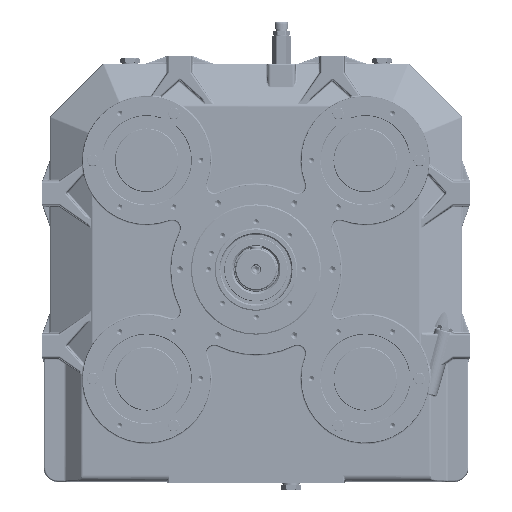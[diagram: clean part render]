
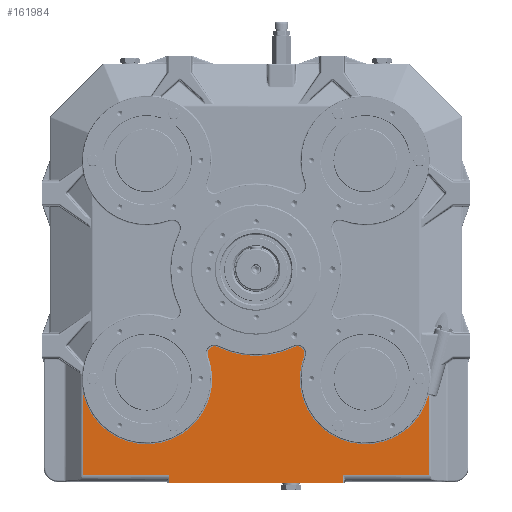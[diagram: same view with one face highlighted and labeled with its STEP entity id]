
A CAD part, top view. The second image highlights one B-rep face of the part: STEP entity #161984.
In plain terms, the highlighted planar face has unit normal (0, 0, 1).
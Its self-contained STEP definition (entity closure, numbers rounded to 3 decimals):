
#2717 = CARTESIAN_POINT ( 'NONE',  ( -136.119, -336., 62. ) ) ;
#2828 = LINE ( 'NONE', #170995, #101735 ) ;
#7444 = CARTESIAN_POINT ( 'NONE',  ( 271.916, -197.111, 62. ) ) ;
#15684 = VECTOR ( 'NONE', #182722, 1000. ) ;
#16489 = ORIENTED_EDGE ( 'NONE', *, *, #103112, .T. ) ;
#20038 = DIRECTION ( 'NONE',  ( 0., 0., 1. ) ) ;
#23468 = CARTESIAN_POINT ( 'NONE',  ( -271.929, -322.876, 62. ) ) ;
#26868 = EDGE_CURVE ( 'NONE', #253376, #195650, #245865, .T. ) ;
#33438 = ORIENTED_EDGE ( 'NONE', *, *, #162923, .T. ) ;
#33642 = VECTOR ( 'NONE', #247757, 1000. ) ;
#37373 = ORIENTED_EDGE ( 'NONE', *, *, #219970, .T. ) ;
#42218 = ORIENTED_EDGE ( 'NONE', *, *, #194229, .T. ) ;
#43432 = ORIENTED_EDGE ( 'NONE', *, *, #208652, .T. ) ;
#44734 = CARTESIAN_POINT ( 'NONE',  ( -271.929, -322.876, 62. ) ) ;
#47084 = VECTOR ( 'NONE', #196232, 1000. ) ;
#47471 = CARTESIAN_POINT ( 'NONE',  ( 60.189, -121.898, 62. ) ) ;
#47505 = CARTESIAN_POINT ( 'NONE',  ( 0., 0., 62. ) ) ;
#47506 = DIRECTION ( 'NONE',  ( 1., 0., 0. ) ) ;
#47796 = CARTESIAN_POINT ( 'NONE',  ( 271.916, -197.111, 62. ) ) ;
#47854 = AXIS2_PLACEMENT_3D ( 'NONE', #62999, #201058, #82837 ) ;
#51652 = CARTESIAN_POINT ( 'NONE',  ( 271.916, -197.111, 62. ) ) ;
#52216 = CARTESIAN_POINT ( 'NONE',  ( 136.119, -322.876, 62. ) ) ;
#53686 = VERTEX_POINT ( 'NONE', #94221 ) ;
#54085 = VERTEX_POINT ( 'NONE', #47471 ) ;
#59900 = CARTESIAN_POINT ( 'NONE',  ( 136.119, -322.876, 62. ) ) ;
#60650 = AXIS2_PLACEMENT_3D ( 'NONE', #115377, #253526, #135135 ) ;
#62999 = CARTESIAN_POINT ( 'NONE',  ( -65.082, -131.808, 62. ) ) ;
#67305 = DIRECTION ( 'NONE',  ( 1., 0., 0. ) ) ;
#68617 = ORIENTED_EDGE ( 'NONE', *, *, #206829, .T. ) ;
#72267 = DIRECTION ( 'NONE',  ( 0., 0., -1. ) ) ;
#76766 = VERTEX_POINT ( 'NONE', #185631 ) ;
#82166 = DIRECTION ( 'NONE',  ( 0., 0., -1. ) ) ;
#82837 = DIRECTION ( 'NONE',  ( 1., 0., 0. ) ) ;
#84295 = CARTESIAN_POINT ( 'NONE',  ( -271.929, -195.864, 62. ) ) ;
#85380 = ORIENTED_EDGE ( 'NONE', *, *, #113165, .T. ) ;
#86068 = CARTESIAN_POINT ( 'NONE',  ( 271.929, -197.113, 62. ) ) ;
#88231 = VECTOR ( 'NONE', #47506, 1000. ) ;
#89161 = ORIENTED_EDGE ( 'NONE', *, *, #158563, .T. ) ;
#90347 = CARTESIAN_POINT ( 'NONE',  ( 75.431, -135.688, 62. ) ) ;
#91330 = CARTESIAN_POINT ( 'NONE',  ( 271.631, -197.072, 62. ) ) ;
#92830 = EDGE_CURVE ( 'NONE', #170859, #246109, #198305, .T. ) ;
#94201 = DIRECTION ( 'NONE',  ( 0., 1., 0. ) ) ;
#94221 = CARTESIAN_POINT ( 'NONE',  ( 271.929, -322.876, 62. ) ) ;
#94383 = ORIENTED_EDGE ( 'NONE', *, *, #117903, .T. ) ;
#98760 = AXIS2_PLACEMENT_3D ( 'NONE', #138352, #20038, #158144 ) ;
#101735 = VECTOR ( 'NONE', #94201, 1000. ) ;
#102118 = ORIENTED_EDGE ( 'NONE', *, *, #92830, .T. ) ;
#103112 = EDGE_CURVE ( 'NONE', #211216, #170859, #168125, .T. ) ;
#104775 = ORIENTED_EDGE ( 'NONE', *, *, #253201, .T. ) ;
#108984 = AXIS2_PLACEMENT_3D ( 'NONE', #190505, #72267, #210421 ) ;
#110503 = CIRCLE ( 'NONE', #153088, 102.948 ) ;
#110588 = VERTEX_POINT ( 'NONE', #84295 ) ;
#113137 = FACE_OUTER_BOUND ( 'NONE', #159295, .T. ) ;
#113165 = EDGE_CURVE ( 'NONE', #110588, #253376, #120775, .T. ) ;
#114357 = LINE ( 'NONE', #235134, #213133 ) ;
#115377 = CARTESIAN_POINT ( 'NONE',  ( 65.082, -131.808, 62. ) ) ;
#115730 = VECTOR ( 'NONE', #177155, 1000. ) ;
#117174 = CARTESIAN_POINT ( 'NONE',  ( -136.119, -322.876, 62. ) ) ;
#117722 = CARTESIAN_POINT ( 'NONE',  ( -140., -336., 62. ) ) ;
#117903 = EDGE_CURVE ( 'NONE', #227006, #196437, #110503, .T. ) ;
#120775 = LINE ( 'NONE', #44734, #15684 ) ;
#124860 = CARTESIAN_POINT ( 'NONE',  ( 271.925, -197.112, 62. ) ) ;
#125724 = CARTESIAN_POINT ( 'NONE',  ( 271.921, -197.112, 62. ) ) ;
#125950 = B_SPLINE_CURVE_WITH_KNOTS ( 'NONE', 3,
 ( #86068, #124860, #125724, #7444 ),
 .UNSPECIFIED., .F., .F.,
 ( 4, 4 ),
 ( 0., 0. ),
 .UNSPECIFIED. ) ;
#127413 = CIRCLE ( 'NONE', #108984, 102.948 ) ;
#132464 = LINE ( 'NONE', #168099, #33642 ) ;
#133527 = CARTESIAN_POINT ( 'NONE',  ( 271.929, -197.113, 62. ) ) ;
#135135 = DIRECTION ( 'NONE',  ( 1., 0., 0. ) ) ;
#138352 = CARTESIAN_POINT ( 'NONE',  ( -336., -336., 62. ) ) ;
#138429 = VERTEX_POINT ( 'NONE', #163226 ) ;
#145620 = CARTESIAN_POINT ( 'NONE',  ( 136.119, -336., 62. ) ) ;
#145825 = CARTESIAN_POINT ( 'NONE',  ( -336., -322.876, 62. ) ) ;
#145944 = CIRCLE ( 'NONE', #60650, 11.052 ) ;
#148728 = VERTEX_POINT ( 'NONE', #133527 ) ;
#153088 = AXIS2_PLACEMENT_3D ( 'NONE', #200379, #82166, #220332 ) ;
#158120 = VERTEX_POINT ( 'NONE', #47796 ) ;
#158144 = DIRECTION ( 'NONE',  ( 1., 0., 0. ) ) ;
#158563 = EDGE_CURVE ( 'NONE', #54085, #138429, #188743, .T. ) ;
#159295 = EDGE_LOOP ( 'NONE', ( #16489, #102118, #104775, #37373, #254748, #42218, #94383, #43432, #89161, #191089, #33438, #85380, #194645, #68617 ) ) ;
#160339 = CARTESIAN_POINT ( 'NONE',  ( 271.631, -197.072, 62. ) ) ;
#161984 = ADVANCED_FACE ( 'Faccia6', ( #113137 ), #177178, .T. ) ;
#162923 = EDGE_CURVE ( 'NONE', #76766, #110588, #127413, .T. ) ;
#163226 = CARTESIAN_POINT ( 'NONE',  ( -60.189, -121.898, 62. ) ) ;
#168099 = CARTESIAN_POINT ( 'NONE',  ( -136.119, -336., 62. ) ) ;
#168125 = LINE ( 'NONE', #117722, #115730 ) ;
#169777 = CARTESIAN_POINT ( 'NONE',  ( 271.821, -197.099, 62. ) ) ;
#170327 = B_SPLINE_CURVE_WITH_KNOTS ( 'NONE', 3,
 ( #51652, #169777, #209552, #91330 ),
 .UNSPECIFIED., .F., .F.,
 ( 4, 4 ),
 ( 0., 0. ),
 .UNSPECIFIED. ) ;
#170859 = VERTEX_POINT ( 'NONE', #145620 ) ;
#170995 = CARTESIAN_POINT ( 'NONE',  ( 271.929, -336., 62. ) ) ;
#177155 = DIRECTION ( 'NONE',  ( 1., 0., 0. ) ) ;
#177178 = PLANE ( 'NONE',  #98760 ) ;
#182722 = DIRECTION ( 'NONE',  ( 0., -1., 0. ) ) ;
#185526 = DIRECTION ( 'NONE',  ( 0., 0., -1. ) ) ;
#185631 = CARTESIAN_POINT ( 'NONE',  ( -75.431, -135.688, 62. ) ) ;
#188743 = CIRCLE ( 'NONE', #190138, 135.948 ) ;
#190138 = AXIS2_PLACEMENT_3D ( 'NONE', #47505, #185526, #67305 ) ;
#190505 = CARTESIAN_POINT ( 'NONE',  ( -171.827, -171.827, 62. ) ) ;
#191089 = ORIENTED_EDGE ( 'NONE', *, *, #222778, .T. ) ;
#194229 = EDGE_CURVE ( 'NONE', #158120, #227006, #170327, .T. ) ;
#194645 = ORIENTED_EDGE ( 'NONE', *, *, #26868, .T. ) ;
#195650 = VERTEX_POINT ( 'NONE', #117174 ) ;
#196232 = DIRECTION ( 'NONE',  ( 0., 1., 0. ) ) ;
#196359 = EDGE_CURVE ( 'NONE', #148728, #158120, #125950, .T. ) ;
#196437 = VERTEX_POINT ( 'NONE', #90347 ) ;
#198305 = LINE ( 'NONE', #59900, #47084 ) ;
#200379 = CARTESIAN_POINT ( 'NONE',  ( 171.827, -171.827, 62. ) ) ;
#201058 = DIRECTION ( 'NONE',  ( 0., 0., 1. ) ) ;
#206829 = EDGE_CURVE ( 'NONE', #195650, #211216, #132464, .T. ) ;
#208652 = EDGE_CURVE ( 'NONE', #196437, #54085, #145944, .T. ) ;
#209552 = CARTESIAN_POINT ( 'NONE',  ( 271.726, -197.086, 62. ) ) ;
#210421 = DIRECTION ( 'NONE',  ( 1., 0., 0. ) ) ;
#211216 = VERTEX_POINT ( 'NONE', #2717 ) ;
#213133 = VECTOR ( 'NONE', #254989, 1000. ) ;
#219970 = EDGE_CURVE ( 'NONE', #53686, #148728, #2828, .T. ) ;
#220332 = DIRECTION ( 'NONE',  ( 1., 0., 0. ) ) ;
#222778 = EDGE_CURVE ( 'NONE', #138429, #76766, #241621, .T. ) ;
#227006 = VERTEX_POINT ( 'NONE', #160339 ) ;
#235134 = CARTESIAN_POINT ( 'NONE',  ( -336., -322.876, 62. ) ) ;
#241621 = CIRCLE ( 'NONE', #47854, 11.052 ) ;
#245865 = LINE ( 'NONE', #145825, #88231 ) ;
#246109 = VERTEX_POINT ( 'NONE', #52216 ) ;
#247757 = DIRECTION ( 'NONE',  ( 0., -1., 0. ) ) ;
#253201 = EDGE_CURVE ( 'NONE', #246109, #53686, #114357, .T. ) ;
#253376 = VERTEX_POINT ( 'NONE', #23468 ) ;
#253526 = DIRECTION ( 'NONE',  ( 0., 0., 1. ) ) ;
#254748 = ORIENTED_EDGE ( 'NONE', *, *, #196359, .T. ) ;
#254989 = DIRECTION ( 'NONE',  ( 1., 0., 0. ) ) ;
